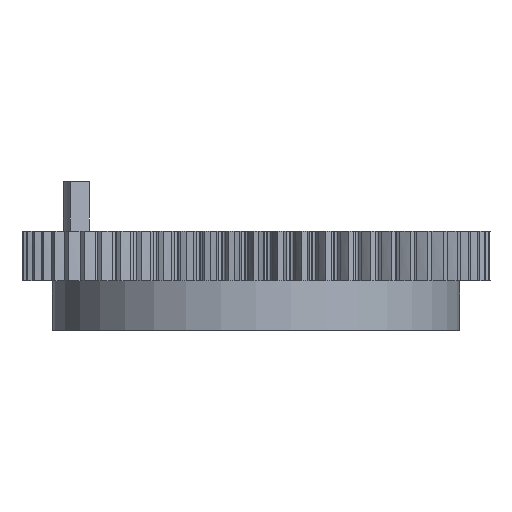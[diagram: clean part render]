
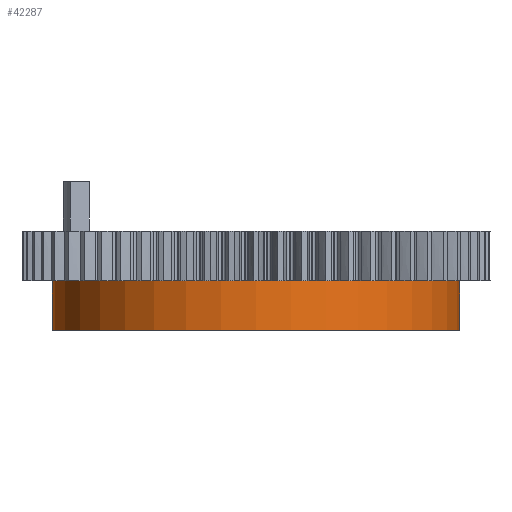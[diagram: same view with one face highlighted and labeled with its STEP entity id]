
A CAD part, front view. The second image highlights one B-rep face of the part: STEP entity #42287.
In plain terms, the highlighted cylindrical face has radius 20.5 mm (diameter 41 mm), a full revolution.
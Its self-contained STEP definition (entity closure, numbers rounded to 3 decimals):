
#16762 = PLANE('',#16763);
#16763 = AXIS2_PLACEMENT_3D('',#16764,#16765,#16766);
#16764 = CARTESIAN_POINT('',(0.,0.,-5.)
  );
#16765 = DIRECTION('',(0.,0.,1.));
#16766 = DIRECTION('',(1.,0.,0.));
#41646 = PLANE('',#41647);
#41647 = AXIS2_PLACEMENT_3D('',#41648,#41649,#41650);
#41648 = CARTESIAN_POINT('',(0.,0.,
    -10.));
#41649 = DIRECTION('',(0.,0.,1.));
#41650 = DIRECTION('',(1.,0.,0.));
#42229 = EDGE_CURVE('',#42230,#42230,#42232,.T.);
#42230 = VERTEX_POINT('',#42231);
#42231 = CARTESIAN_POINT('',(20.5,0.,-5.));
#42232 = SURFACE_CURVE('',#42233,(#42238,#42245),.PCURVE_S1.);
#42233 = CIRCLE('',#42234,20.5);
#42234 = AXIS2_PLACEMENT_3D('',#42235,#42236,#42237);
#42235 = CARTESIAN_POINT('',(0.,0.,-5.));
#42236 = DIRECTION('',(0.,0.,1.));
#42237 = DIRECTION('',(1.,0.,0.));
#42238 = PCURVE('',#16762,#42239);
#42239 = DEFINITIONAL_REPRESENTATION('',(#42240),#42244);
#42240 = CIRCLE('',#42241,20.5);
#42241 = AXIS2_PLACEMENT_2D('',#42242,#42243);
#42242 = CARTESIAN_POINT('',(0.,0.));
#42243 = DIRECTION('',(1.,0.));
#42244 = ( GEOMETRIC_REPRESENTATION_CONTEXT(2) 
PARAMETRIC_REPRESENTATION_CONTEXT() REPRESENTATION_CONTEXT('2D SPACE',''
  ) );
#42245 = PCURVE('',#42246,#42251);
#42246 = CYLINDRICAL_SURFACE('',#42247,20.5);
#42247 = AXIS2_PLACEMENT_3D('',#42248,#42249,#42250);
#42248 = CARTESIAN_POINT('',(0.,0.,0.));
#42249 = DIRECTION('',(0.,0.,1.));
#42250 = DIRECTION('',(1.,0.,0.));
#42251 = DEFINITIONAL_REPRESENTATION('',(#42252),#42256);
#42252 = LINE('',#42253,#42254);
#42253 = CARTESIAN_POINT('',(0.,-5.));
#42254 = VECTOR('',#42255,1.);
#42255 = DIRECTION('',(1.,0.));
#42256 = ( GEOMETRIC_REPRESENTATION_CONTEXT(2) 
PARAMETRIC_REPRESENTATION_CONTEXT() REPRESENTATION_CONTEXT('2D SPACE',''
  ) );
#42261 = EDGE_CURVE('',#42262,#42262,#42264,.T.);
#42262 = VERTEX_POINT('',#42263);
#42263 = CARTESIAN_POINT('',(20.5,0.,-10.));
#42264 = SURFACE_CURVE('',#42265,(#42270,#42277),.PCURVE_S1.);
#42265 = CIRCLE('',#42266,20.5);
#42266 = AXIS2_PLACEMENT_3D('',#42267,#42268,#42269);
#42267 = CARTESIAN_POINT('',(0.,0.,-10.));
#42268 = DIRECTION('',(0.,0.,1.));
#42269 = DIRECTION('',(1.,0.,0.));
#42270 = PCURVE('',#41646,#42271);
#42271 = DEFINITIONAL_REPRESENTATION('',(#42272),#42276);
#42272 = CIRCLE('',#42273,20.5);
#42273 = AXIS2_PLACEMENT_2D('',#42274,#42275);
#42274 = CARTESIAN_POINT('',(0.,0.));
#42275 = DIRECTION('',(1.,0.));
#42276 = ( GEOMETRIC_REPRESENTATION_CONTEXT(2) 
PARAMETRIC_REPRESENTATION_CONTEXT() REPRESENTATION_CONTEXT('2D SPACE',''
  ) );
#42277 = PCURVE('',#42246,#42278);
#42278 = DEFINITIONAL_REPRESENTATION('',(#42279),#42283);
#42279 = LINE('',#42280,#42281);
#42280 = CARTESIAN_POINT('',(0.,-10.));
#42281 = VECTOR('',#42282,1.);
#42282 = DIRECTION('',(1.,0.));
#42283 = ( GEOMETRIC_REPRESENTATION_CONTEXT(2) 
PARAMETRIC_REPRESENTATION_CONTEXT() REPRESENTATION_CONTEXT('2D SPACE',''
  ) );
#42287 = ADVANCED_FACE('',(#42288),#42246,.T.);
#42288 = FACE_BOUND('',#42289,.T.);
#42289 = EDGE_LOOP('',(#42290,#42291,#42312,#42313));
#42290 = ORIENTED_EDGE('',*,*,#42229,.F.);
#42291 = ORIENTED_EDGE('',*,*,#42292,.T.);
#42292 = EDGE_CURVE('',#42230,#42262,#42293,.T.);
#42293 = SEAM_CURVE('',#42294,(#42298,#42305),.PCURVE_S1.);
#42294 = LINE('',#42295,#42296);
#42295 = CARTESIAN_POINT('',(20.5,0.,0.));
#42296 = VECTOR('',#42297,1.);
#42297 = DIRECTION('',(-0.,-0.,-1.));
#42298 = PCURVE('',#42246,#42299);
#42299 = DEFINITIONAL_REPRESENTATION('',(#42300),#42304);
#42300 = LINE('',#42301,#42302);
#42301 = CARTESIAN_POINT('',(6.283,0.));
#42302 = VECTOR('',#42303,1.);
#42303 = DIRECTION('',(0.,-1.));
#42304 = ( GEOMETRIC_REPRESENTATION_CONTEXT(2) 
PARAMETRIC_REPRESENTATION_CONTEXT() REPRESENTATION_CONTEXT('2D SPACE',''
  ) );
#42305 = PCURVE('',#42246,#42306);
#42306 = DEFINITIONAL_REPRESENTATION('',(#42307),#42311);
#42307 = LINE('',#42308,#42309);
#42308 = CARTESIAN_POINT('',(0.,0.));
#42309 = VECTOR('',#42310,1.);
#42310 = DIRECTION('',(0.,-1.));
#42311 = ( GEOMETRIC_REPRESENTATION_CONTEXT(2) 
PARAMETRIC_REPRESENTATION_CONTEXT() REPRESENTATION_CONTEXT('2D SPACE',''
  ) );
#42312 = ORIENTED_EDGE('',*,*,#42261,.T.);
#42313 = ORIENTED_EDGE('',*,*,#42292,.F.);
